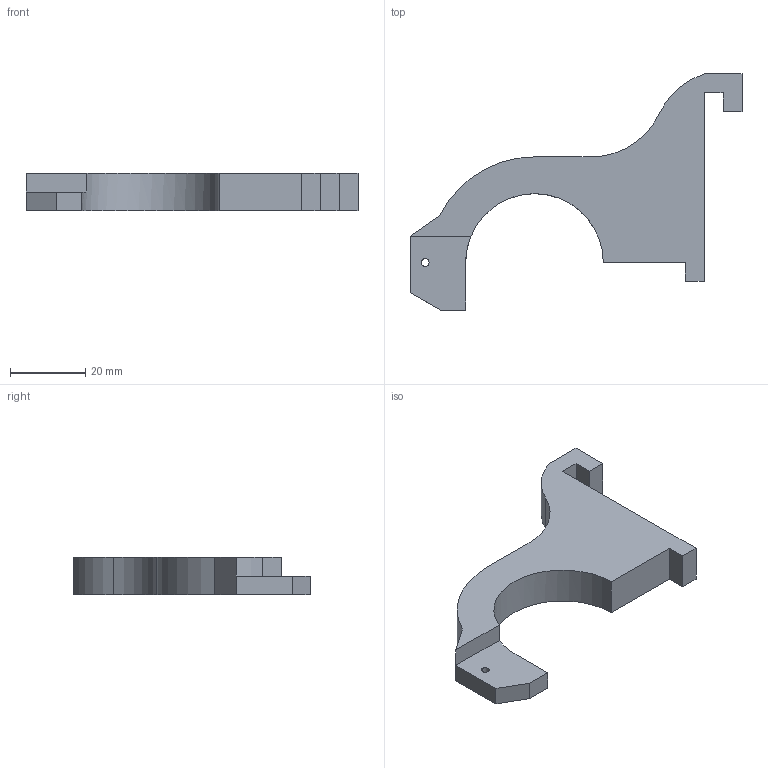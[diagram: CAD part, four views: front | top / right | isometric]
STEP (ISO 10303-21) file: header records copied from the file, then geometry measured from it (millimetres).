
FILE_DESCRIPTION((''),'2;1');
FILE_NAME('ROB-CEVE-P011','2021-05-06T10:45:00',('kevin'),(''),'CREO PARAMETRIC BY PTC INC, 2016390','CREO PARAMETRIC BY PTC INC, 2016390','');
FILE_SCHEMA(('CONFIG_CONTROL_DESIGN'));
Length unit declared in the file: millimetre
Products named in the file (1): ROB-CEVE-P011
Bounding box: 88 x 62.61 x 10 mm (x, y, z)
Volume: 18098.6 mm3; surface area: 6873.1 mm2
Topology: 1 solids, 1 shells, 25 faces, 68 edges, 45 vertices
Faces by surface type: plane 19, cylinder 6
Entity records: 829 total; most frequent: CARTESIAN_POINT 138, ORIENTED_EDGE 136, DIRECTION 131, EDGE_CURVE 68, VECTOR 55, LINE 55, VERTEX_POINT 45, AXIS2_PLACEMENT_3D 38
